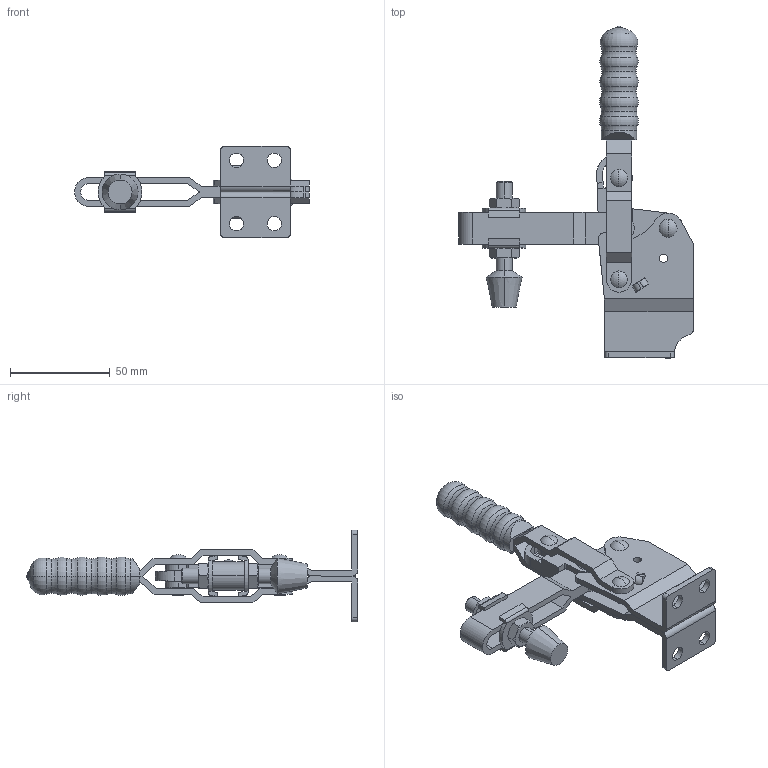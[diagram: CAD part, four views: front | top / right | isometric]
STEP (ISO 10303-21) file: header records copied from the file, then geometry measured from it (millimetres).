
FILE_DESCRIPTION (( 'STEP AP214' ), '1' );
FILE_NAME ('GH-12130-HB(Â²¤Æ)-1.STEP', '2020-04-28T08:33:21', ( 'LinWei' ), ( '' ), 'SwSTEP 2.0', 'SolidWorks 2016', '' );
FILE_SCHEMA (( 'AUTOMOTIVE_DESIGN' ));
Length unit declared in the file: millimetre
Products named in the file (6): Group1^GH-12130-HB(簡化)-1; Group5^GH-12130-HB(簡化)-1; 11213009-1^GH-12130-HB(簡化)-1; Group2^GH-12130-HB(簡化)-1; Group4^GH-12130-HB(簡化)-1; GH-12130-HB(簡化)-1
Assembly tree (5 placements, depth 2):
  GH-12130-HB(簡化)-1
    Group4^GH-12130-HB(簡化)-1
    Group2^GH-12130-HB(簡化)-1
    11213009-1^GH-12130-HB(簡化)-1
    Group5^GH-12130-HB(簡化)-1
    Group1^GH-12130-HB(簡化)-1
Bounding box: 117.69 x 166.35 x 46 mm (x, y, z)
Volume: 64005.4 mm3; surface area: 39460 mm2
Topology: 5 solids, 5 shells, 349 faces, 893 edges, 570 vertices
Faces by surface type: plane 160, cylinder 104, torus 40, cone 34, sphere 10, bspline 1
Entity records: 12241 total; most frequent: CARTESIAN_POINT 2159, DIRECTION 1881, ORIENTED_EDGE 1782, EDGE_CURVE 891, AXIS2_PLACEMENT_3D 696, VERTEX_POINT 570, VECTOR 489, LINE 489
